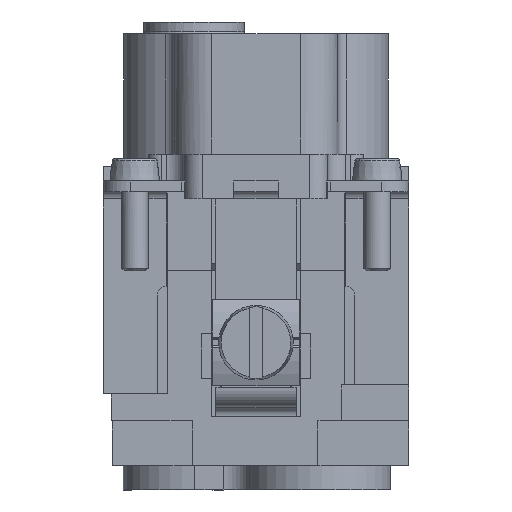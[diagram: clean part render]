
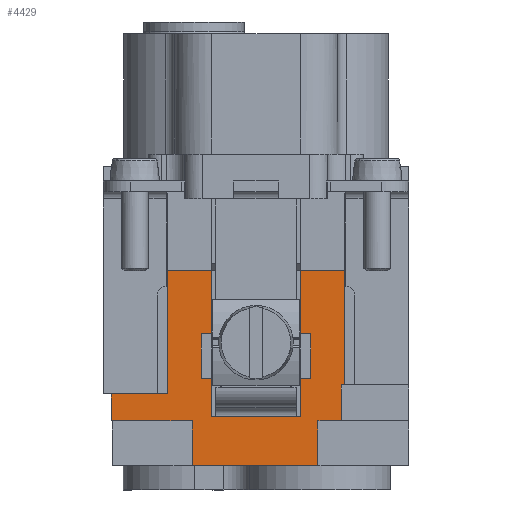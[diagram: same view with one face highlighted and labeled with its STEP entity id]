
A CAD part, front view. The second image highlights one B-rep face of the part: STEP entity #4429.
In plain terms, the highlighted planar face has unit normal (0, -1, 0).
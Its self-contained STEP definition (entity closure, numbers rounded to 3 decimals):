
#4349=AXIS2_PLACEMENT_3D('Plane Axis2P3D',#4346,#4347,#4348) ;
#1666=CARTESIAN_POINT('Vertex',(23.9,10.25,2.7)) ;
#1669=CARTESIAN_POINT('Line Origine',(16.9,10.25,2.7)) ;
#1673=CARTESIAN_POINT('Vertex',(9.9,10.25,2.7)) ;
#2086=CARTESIAN_POINT('Line Origine',(5.4,10.25,7.7)) ;
#2090=CARTESIAN_POINT('Vertex',(9.9,10.25,7.7)) ;
#2092=CARTESIAN_POINT('Vertex',(0.9,10.25,7.7)) ;
#2156=CARTESIAN_POINT('Vertex',(0.9,10.25,10.7)) ;
#2159=CARTESIAN_POINT('Line Origine',(4.,10.25,10.7)) ;
#2163=CARTESIAN_POINT('Vertex',(7.1,10.25,10.7)) ;
#2315=CARTESIAN_POINT('Vertex',(7.1,10.25,24.4)) ;
#2318=CARTESIAN_POINT('Line Origine',(9.55,10.25,24.4)) ;
#2322=CARTESIAN_POINT('Vertex',(12.,10.25,24.4)) ;
#2343=CARTESIAN_POINT('Vertex',(22.,10.25,24.4)) ;
#2346=CARTESIAN_POINT('Line Origine',(24.45,10.25,24.4)) ;
#2350=CARTESIAN_POINT('Vertex',(26.9,10.25,24.4)) ;
#4330=CARTESIAN_POINT('Vertex',(23.9,10.25,7.7)) ;
#4333=CARTESIAN_POINT('Line Origine',(23.9,10.25,5.2)) ;
#4346=CARTESIAN_POINT('Axis2P3D Location',(34.,10.25,24.4)) ;
#4351=CARTESIAN_POINT('Line Origine',(25.2,10.25,7.7)) ;
#4355=CARTESIAN_POINT('Vertex',(26.5,10.25,7.7)) ;
#4358=CARTESIAN_POINT('Line Origine',(26.5,10.25,9.7)) ;
#4362=CARTESIAN_POINT('Vertex',(26.5,10.25,11.7)) ;
#4365=CARTESIAN_POINT('Line Origine',(26.7,10.25,11.7)) ;
#4369=CARTESIAN_POINT('Vertex',(26.9,10.25,11.7)) ;
#4372=CARTESIAN_POINT('Line Origine',(26.9,10.25,18.05)) ;
#4377=CARTESIAN_POINT('Line Origine',(22.,10.25,16.3)) ;
#4381=CARTESIAN_POINT('Vertex',(22.,10.25,8.2)) ;
#4384=CARTESIAN_POINT('Line Origine',(17.,10.25,8.2)) ;
#4388=CARTESIAN_POINT('Vertex',(12.,10.25,8.2)) ;
#4391=CARTESIAN_POINT('Line Origine',(12.,10.25,16.3)) ;
#4396=CARTESIAN_POINT('Line Origine',(7.1,10.25,17.55)) ;
#4401=CARTESIAN_POINT('Line Origine',(0.9,10.25,9.2)) ;
#4406=CARTESIAN_POINT('Line Origine',(9.9,10.25,5.2)) ;
#1670=DIRECTION('Vector Direction',(-1.,0.,0.)) ;
#2087=DIRECTION('Vector Direction',(-1.,0.,0.)) ;
#2160=DIRECTION('Vector Direction',(-1.,0.,0.)) ;
#2319=DIRECTION('Vector Direction',(-1.,0.,0.)) ;
#2347=DIRECTION('Vector Direction',(-1.,0.,0.)) ;
#4334=DIRECTION('Vector Direction',(0.,0.,1.)) ;
#4347=DIRECTION('Axis2P3D Direction',(0.,-1.,0.)) ;
#4348=DIRECTION('Axis2P3D XDirection',(-1.,0.,0.)) ;
#4352=DIRECTION('Vector Direction',(-1.,0.,0.)) ;
#4359=DIRECTION('Vector Direction',(0.,0.,1.)) ;
#4366=DIRECTION('Vector Direction',(-1.,0.,0.)) ;
#4373=DIRECTION('Vector Direction',(0.,0.,-1.)) ;
#4378=DIRECTION('Vector Direction',(0.,0.,-1.)) ;
#4385=DIRECTION('Vector Direction',(-1.,0.,0.)) ;
#4392=DIRECTION('Vector Direction',(0.,0.,-1.)) ;
#4397=DIRECTION('Vector Direction',(0.,0.,-1.)) ;
#4402=DIRECTION('Vector Direction',(0.,0.,-1.)) ;
#4407=DIRECTION('Vector Direction',(0.,0.,-1.)) ;
#1671=VECTOR('Line Direction',#1670,1.) ;
#2088=VECTOR('Line Direction',#2087,1.) ;
#2161=VECTOR('Line Direction',#2160,1.) ;
#2320=VECTOR('Line Direction',#2319,1.) ;
#2348=VECTOR('Line Direction',#2347,1.) ;
#4335=VECTOR('Line Direction',#4334,1.) ;
#4353=VECTOR('Line Direction',#4352,1.) ;
#4360=VECTOR('Line Direction',#4359,1.) ;
#4367=VECTOR('Line Direction',#4366,1.) ;
#4374=VECTOR('Line Direction',#4373,1.) ;
#4379=VECTOR('Line Direction',#4378,1.) ;
#4386=VECTOR('Line Direction',#4385,1.) ;
#4393=VECTOR('Line Direction',#4392,1.) ;
#4398=VECTOR('Line Direction',#4397,1.) ;
#4403=VECTOR('Line Direction',#4402,1.) ;
#4408=VECTOR('Line Direction',#4407,1.) ;
#4412=ORIENTED_EDGE('',*,*,#1675,.F.) ;
#4413=ORIENTED_EDGE('',*,*,#4337,.T.) ;
#4414=ORIENTED_EDGE('',*,*,#4357,.F.) ;
#4415=ORIENTED_EDGE('',*,*,#4364,.T.) ;
#4416=ORIENTED_EDGE('',*,*,#4371,.F.) ;
#4417=ORIENTED_EDGE('',*,*,#4376,.F.) ;
#4418=ORIENTED_EDGE('',*,*,#2352,.T.) ;
#4419=ORIENTED_EDGE('',*,*,#4383,.T.) ;
#4420=ORIENTED_EDGE('',*,*,#4390,.T.) ;
#4421=ORIENTED_EDGE('',*,*,#4395,.F.) ;
#4422=ORIENTED_EDGE('',*,*,#2324,.T.) ;
#4423=ORIENTED_EDGE('',*,*,#4400,.T.) ;
#4424=ORIENTED_EDGE('',*,*,#2165,.T.) ;
#4425=ORIENTED_EDGE('',*,*,#4405,.F.) ;
#4426=ORIENTED_EDGE('',*,*,#2094,.F.) ;
#4427=ORIENTED_EDGE('',*,*,#4410,.T.) ;
#4429=ADVANCED_FACE('Part Body Top',(#4428),#4350,.T.) ;
#1675=EDGE_CURVE('',#1667,#1674,#1672,.T.) ;
#2094=EDGE_CURVE('',#2091,#2093,#2089,.T.) ;
#2165=EDGE_CURVE('',#2164,#2157,#2162,.T.) ;
#2324=EDGE_CURVE('',#2323,#2316,#2321,.T.) ;
#2352=EDGE_CURVE('',#2351,#2344,#2349,.T.) ;
#4337=EDGE_CURVE('',#1667,#4331,#4336,.T.) ;
#4357=EDGE_CURVE('',#4356,#4331,#4354,.T.) ;
#4364=EDGE_CURVE('',#4356,#4363,#4361,.T.) ;
#4371=EDGE_CURVE('',#4370,#4363,#4368,.T.) ;
#4376=EDGE_CURVE('',#2351,#4370,#4375,.T.) ;
#4383=EDGE_CURVE('',#2344,#4382,#4380,.T.) ;
#4390=EDGE_CURVE('',#4382,#4389,#4387,.T.) ;
#4395=EDGE_CURVE('',#2323,#4389,#4394,.T.) ;
#4400=EDGE_CURVE('',#2316,#2164,#4399,.T.) ;
#4405=EDGE_CURVE('',#2093,#2157,#4404,.F.) ;
#4410=EDGE_CURVE('',#2091,#1674,#4409,.T.) ;
#4411=EDGE_LOOP('',(#4412,#4413,#4414,#4415,#4416,#4417,#4418,#4419,#4420,#4421,#4422,#4423,#4424,#4425,#4426,#4427)) ;
#4428=FACE_OUTER_BOUND('',#4411,.T.) ;
#1672=LINE('Line',#1669,#1671) ;
#2089=LINE('Line',#2086,#2088) ;
#2162=LINE('Line',#2159,#2161) ;
#2321=LINE('Line',#2318,#2320) ;
#2349=LINE('Line',#2346,#2348) ;
#4336=LINE('Line',#4333,#4335) ;
#4354=LINE('Line',#4351,#4353) ;
#4361=LINE('Line',#4358,#4360) ;
#4368=LINE('Line',#4365,#4367) ;
#4375=LINE('Line',#4372,#4374) ;
#4380=LINE('Line',#4377,#4379) ;
#4387=LINE('Line',#4384,#4386) ;
#4394=LINE('Line',#4391,#4393) ;
#4399=LINE('Line',#4396,#4398) ;
#4404=LINE('Line',#4401,#4403) ;
#4409=LINE('Line',#4406,#4408) ;
#4350=PLANE('',#4349) ;
#1667=VERTEX_POINT('',#1666) ;
#1674=VERTEX_POINT('',#1673) ;
#2091=VERTEX_POINT('',#2090) ;
#2093=VERTEX_POINT('',#2092) ;
#2157=VERTEX_POINT('',#2156) ;
#2164=VERTEX_POINT('',#2163) ;
#2316=VERTEX_POINT('',#2315) ;
#2323=VERTEX_POINT('',#2322) ;
#2344=VERTEX_POINT('',#2343) ;
#2351=VERTEX_POINT('',#2350) ;
#4331=VERTEX_POINT('',#4330) ;
#4356=VERTEX_POINT('',#4355) ;
#4363=VERTEX_POINT('',#4362) ;
#4370=VERTEX_POINT('',#4369) ;
#4382=VERTEX_POINT('',#4381) ;
#4389=VERTEX_POINT('',#4388) ;
